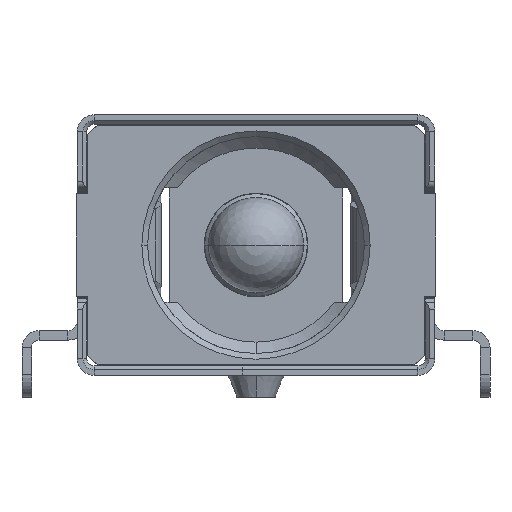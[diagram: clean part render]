
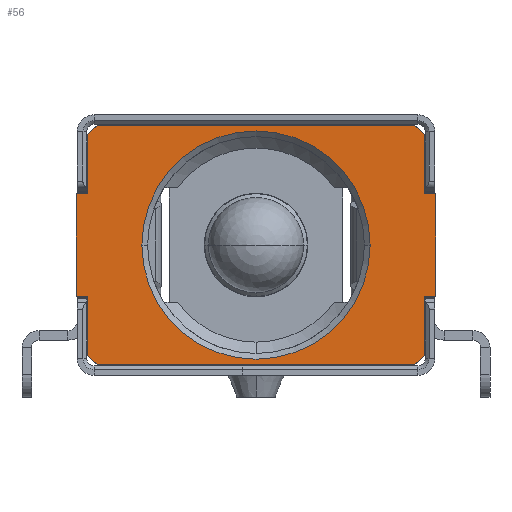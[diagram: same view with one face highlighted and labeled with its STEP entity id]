
A CAD part, front view. The second image highlights one B-rep face of the part: STEP entity #56.
In plain terms, the highlighted planar face has unit normal (0, -1, 0).
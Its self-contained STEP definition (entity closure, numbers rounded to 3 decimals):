
#56 = ADVANCED_FACE ( 'NONE', ( #5678, #4635 ), #19100, .T. ) ;
#231 = VECTOR ( 'NONE', #3324, 1000. ) ;
#239 = VECTOR ( 'NONE', #4711, 1000. ) ;
#944 = DIRECTION ( 'NONE',  ( -0.707, 0., 0.707 ) ) ;
#1004 = VERTEX_POINT ( 'NONE', #28808 ) ;
#1107 = ORIENTED_EDGE ( 'NONE', *, *, #25009, .T. ) ;
#1206 = ORIENTED_EDGE ( 'NONE', *, *, #35722, .T. ) ;
#1279 = CARTESIAN_POINT ( 'NONE',  ( 4.725, -7.909, 8.016 ) ) ;
#1493 = LINE ( 'NONE', #1279, #13448 ) ;
#1592 = CARTESIAN_POINT ( 'NONE',  ( -4.425, -7.909, 9.566 ) ) ;
#1718 = DIRECTION ( 'NONE',  ( 0., 0., 1. ) ) ;
#1731 = VECTOR ( 'NONE', #4986, 1000. ) ;
#1979 = ORIENTED_EDGE ( 'NONE', *, *, #30986, .F. ) ;
#2250 = VERTEX_POINT ( 'NONE', #26158 ) ;
#2682 = DIRECTION ( 'NONE',  ( 1., 0., 0. ) ) ;
#3324 = DIRECTION ( 'NONE',  ( 0.707, 0., 0.707 ) ) ;
#3374 = CARTESIAN_POINT ( 'NONE',  ( 3., -7.909, 6.666 ) ) ;
#3813 = VERTEX_POINT ( 'NONE', #8380 ) ;
#4384 = VERTEX_POINT ( 'NONE', #7184 ) ;
#4495 = CARTESIAN_POINT ( 'NONE',  ( 4.425, -7.909, 8.016 ) ) ;
#4635 = FACE_OUTER_BOUND ( 'NONE', #7947, .T. ) ;
#4711 = DIRECTION ( 'NONE',  ( 0., 0., 1. ) ) ;
#4867 = VECTOR ( 'NONE', #15177, 1000. ) ;
#4986 = DIRECTION ( 'NONE',  ( 0., 0., -1. ) ) ;
#5029 = LINE ( 'NONE', #31912, #9185 ) ;
#5254 = EDGE_LOOP ( 'NONE', ( #34421, #29456 ) ) ;
#5316 = DIRECTION ( 'NONE',  ( 0., -1., 0. ) ) ;
#5678 = FACE_BOUND ( 'NONE', #5254, .T. ) ;
#5689 = LINE ( 'NONE', #8306, #41369 ) ;
#6142 = DIRECTION ( 'NONE',  ( 0., 0., -1. ) ) ;
#6306 = CARTESIAN_POINT ( 'NONE',  ( 4.425, -7.909, 3.766 ) ) ;
#6380 = LINE ( 'NONE', #9239, #30091 ) ;
#6844 = EDGE_CURVE ( 'NONE', #21302, #41552, #12968, .T. ) ;
#7044 = LINE ( 'NONE', #27095, #231 ) ;
#7184 = CARTESIAN_POINT ( 'NONE',  ( 4.725, -7.909, 8.016 ) ) ;
#7860 = EDGE_CURVE ( 'NONE', #22853, #36900, #13369, .T. ) ;
#7947 = EDGE_LOOP ( 'NONE', ( #36969, #28884, #28223, #20056, #31948, #22323, #35455, #1979, #32111, #38078, #1206, #33761, #1107, #25967, #38829, #26230 ) ) ;
#8084 = DIRECTION ( 'NONE',  ( 0., 0., 1. ) ) ;
#8306 = CARTESIAN_POINT ( 'NONE',  ( 4.175, -7.909, 9.816 ) ) ;
#8380 = CARTESIAN_POINT ( 'NONE',  ( -4.425, -7.909, 3.766 ) ) ;
#8667 = CARTESIAN_POINT ( 'NONE',  ( -4.175, -7.909, 3.516 ) ) ;
#8743 = CARTESIAN_POINT ( 'NONE',  ( 0., -7.909, 6.666 ) ) ;
#9185 = VECTOR ( 'NONE', #1718, 1000. ) ;
#9239 = CARTESIAN_POINT ( 'NONE',  ( -4.425, -7.909, 9.566 ) ) ;
#9244 = EDGE_CURVE ( 'NONE', #2250, #34953, #12411, .T. ) ;
#9323 = CARTESIAN_POINT ( 'NONE',  ( -4.425, -7.909, 5.316 ) ) ;
#9513 = VECTOR ( 'NONE', #6142, 1000. ) ;
#10177 = VECTOR ( 'NONE', #944, 1000. ) ;
#10275 = CARTESIAN_POINT ( 'NONE',  ( -4.425, -7.909, 8.016 ) ) ;
#10339 = CARTESIAN_POINT ( 'NONE',  ( 4.425, -7.909, 3.766 ) ) ;
#10495 = VECTOR ( 'NONE', #29444, 1000. ) ;
#10577 = DIRECTION ( 'NONE',  ( 0., -1., 0. ) ) ;
#12009 = LINE ( 'NONE', #25485, #1731 ) ;
#12411 = LINE ( 'NONE', #8667, #27176 ) ;
#12720 = DIRECTION ( 'NONE',  ( -1., 0., 0. ) ) ;
#12936 = EDGE_CURVE ( 'NONE', #4384, #40836, #1493, .T. ) ;
#12968 = LINE ( 'NONE', #42820, #16440 ) ;
#13369 = LINE ( 'NONE', #33663, #9513 ) ;
#13448 = VECTOR ( 'NONE', #38169, 1000. ) ;
#14624 = VERTEX_POINT ( 'NONE', #3374 ) ;
#15094 = AXIS2_PLACEMENT_3D ( 'NONE', #35544, #5316, #19397 ) ;
#15134 = CARTESIAN_POINT ( 'NONE',  ( 4.425, -7.909, 5.316 ) ) ;
#15177 = DIRECTION ( 'NONE',  ( -1., 0., 0. ) ) ;
#15385 = LINE ( 'NONE', #29065, #4867 ) ;
#15426 = CARTESIAN_POINT ( 'NONE',  ( -4.175, -7.909, 9.816 ) ) ;
#15457 = AXIS2_PLACEMENT_3D ( 'NONE', #27979, #10577, #27112 ) ;
#15519 = VERTEX_POINT ( 'NONE', #1592 ) ;
#15853 = DIRECTION ( 'NONE',  ( 1., 0., 0. ) ) ;
#15999 = LINE ( 'NONE', #6306, #10495 ) ;
#16255 = EDGE_CURVE ( 'NONE', #21467, #22853, #30334, .T. ) ;
#16440 = VECTOR ( 'NONE', #15853, 1000. ) ;
#16887 = EDGE_CURVE ( 'NONE', #26071, #39335, #15385, .T. ) ;
#17697 = CARTESIAN_POINT ( 'NONE',  ( -4.175, -7.909, 3.516 ) ) ;
#18103 = EDGE_CURVE ( 'NONE', #14624, #1004, #18993, .T. ) ;
#18993 = CIRCLE ( 'NONE', #15457, 3. ) ;
#19100 = PLANE ( 'NONE',  #41031 ) ;
#19397 = DIRECTION ( 'NONE',  ( -1., 0., 0. ) ) ;
#19761 = VERTEX_POINT ( 'NONE', #10339 ) ;
#19976 = DIRECTION ( 'NONE',  ( 1., 0., 0. ) ) ;
#20056 = ORIENTED_EDGE ( 'NONE', *, *, #24516, .T. ) ;
#20202 = EDGE_CURVE ( 'NONE', #42398, #3813, #12009, .T. ) ;
#20293 = EDGE_CURVE ( 'NONE', #2250, #3813, #28038, .T. ) ;
#20718 = CIRCLE ( 'NONE', #15094, 3. ) ;
#21302 = VERTEX_POINT ( 'NONE', #15134 ) ;
#21467 = VERTEX_POINT ( 'NONE', #28908 ) ;
#21744 = CARTESIAN_POINT ( 'NONE',  ( 4.175, -7.909, 9.816 ) ) ;
#22323 = ORIENTED_EDGE ( 'NONE', *, *, #20293, .F. ) ;
#22345 = DIRECTION ( 'NONE',  ( 1., 0., 0. ) ) ;
#22367 = VECTOR ( 'NONE', #12720, 1000. ) ;
#22853 = VERTEX_POINT ( 'NONE', #35697 ) ;
#23470 = CARTESIAN_POINT ( 'NONE',  ( 4.725, -7.909, 5.316 ) ) ;
#23775 = EDGE_CURVE ( 'NONE', #15519, #39335, #7044, .T. ) ;
#24516 = EDGE_CURVE ( 'NONE', #36900, #42398, #39790, .T. ) ;
#24841 = LINE ( 'NONE', #38367, #36049 ) ;
#25009 = EDGE_CURVE ( 'NONE', #40836, #42649, #24841, .T. ) ;
#25485 = CARTESIAN_POINT ( 'NONE',  ( -4.425, -7.909, 5.316 ) ) ;
#25967 = ORIENTED_EDGE ( 'NONE', *, *, #43658, .F. ) ;
#26071 = VERTEX_POINT ( 'NONE', #21744 ) ;
#26158 = CARTESIAN_POINT ( 'NONE',  ( -4.175, -7.909, 3.516 ) ) ;
#26230 = ORIENTED_EDGE ( 'NONE', *, *, #23775, .F. ) ;
#26745 = LINE ( 'NONE', #23470, #239 ) ;
#27095 = CARTESIAN_POINT ( 'NONE',  ( -4.425, -7.909, 9.566 ) ) ;
#27112 = DIRECTION ( 'NONE',  ( 1., 0., 0. ) ) ;
#27176 = VECTOR ( 'NONE', #22345, 1000. ) ;
#27979 = CARTESIAN_POINT ( 'NONE',  ( 0., -7.909, 6.666 ) ) ;
#28038 = LINE ( 'NONE', #17697, #10177 ) ;
#28223 = ORIENTED_EDGE ( 'NONE', *, *, #7860, .T. ) ;
#28808 = CARTESIAN_POINT ( 'NONE',  ( -3., -7.909, 6.666 ) ) ;
#28884 = ORIENTED_EDGE ( 'NONE', *, *, #16255, .T. ) ;
#28908 = CARTESIAN_POINT ( 'NONE',  ( -4.425, -7.909, 8.016 ) ) ;
#29065 = CARTESIAN_POINT ( 'NONE',  ( 4.175, -7.909, 9.816 ) ) ;
#29444 = DIRECTION ( 'NONE',  ( -0.707, 0., -0.707 ) ) ;
#29456 = ORIENTED_EDGE ( 'NONE', *, *, #36223, .F. ) ;
#29787 = CARTESIAN_POINT ( 'NONE',  ( -4.725, -7.909, 5.316 ) ) ;
#29978 = EDGE_CURVE ( 'NONE', #15519, #21467, #6380, .T. ) ;
#30091 = VECTOR ( 'NONE', #35746, 1000. ) ;
#30334 = LINE ( 'NONE', #10275, #22367 ) ;
#30986 = EDGE_CURVE ( 'NONE', #19761, #34953, #15999, .T. ) ;
#31912 = CARTESIAN_POINT ( 'NONE',  ( 4.425, -7.909, 3.766 ) ) ;
#31948 = ORIENTED_EDGE ( 'NONE', *, *, #20202, .T. ) ;
#32111 = ORIENTED_EDGE ( 'NONE', *, *, #41134, .T. ) ;
#32414 = CARTESIAN_POINT ( 'NONE',  ( 4.425, -7.909, 9.566 ) ) ;
#32868 = CARTESIAN_POINT ( 'NONE',  ( 4.175, -7.909, 3.516 ) ) ;
#33663 = CARTESIAN_POINT ( 'NONE',  ( -4.725, -7.909, 8.016 ) ) ;
#33761 = ORIENTED_EDGE ( 'NONE', *, *, #12936, .T. ) ;
#34421 = ORIENTED_EDGE ( 'NONE', *, *, #18103, .F. ) ;
#34953 = VERTEX_POINT ( 'NONE', #32868 ) ;
#35109 = CARTESIAN_POINT ( 'NONE',  ( -4.725, -7.909, 5.316 ) ) ;
#35455 = ORIENTED_EDGE ( 'NONE', *, *, #9244, .T. ) ;
#35544 = CARTESIAN_POINT ( 'NONE',  ( 0., -7.909, 6.666 ) ) ;
#35697 = CARTESIAN_POINT ( 'NONE',  ( -4.725, -7.909, 8.016 ) ) ;
#35722 = EDGE_CURVE ( 'NONE', #41552, #4384, #26745, .T. ) ;
#35746 = DIRECTION ( 'NONE',  ( 0., 0., -1. ) ) ;
#36049 = VECTOR ( 'NONE', #8084, 1000. ) ;
#36223 = EDGE_CURVE ( 'NONE', #1004, #14624, #20718, .T. ) ;
#36900 = VERTEX_POINT ( 'NONE', #35109 ) ;
#36969 = ORIENTED_EDGE ( 'NONE', *, *, #29978, .T. ) ;
#36973 = DIRECTION ( 'NONE',  ( 0., -1., 0. ) ) ;
#37376 = CARTESIAN_POINT ( 'NONE',  ( 4.725, -7.909, 5.316 ) ) ;
#38078 = ORIENTED_EDGE ( 'NONE', *, *, #6844, .T. ) ;
#38169 = DIRECTION ( 'NONE',  ( -1., 0., 0. ) ) ;
#38367 = CARTESIAN_POINT ( 'NONE',  ( 4.425, -7.909, 8.016 ) ) ;
#38829 = ORIENTED_EDGE ( 'NONE', *, *, #16887, .T. ) ;
#39335 = VERTEX_POINT ( 'NONE', #15426 ) ;
#39790 = LINE ( 'NONE', #29787, #41510 ) ;
#40836 = VERTEX_POINT ( 'NONE', #4495 ) ;
#41031 = AXIS2_PLACEMENT_3D ( 'NONE', #8743, #36973, #19976 ) ;
#41134 = EDGE_CURVE ( 'NONE', #19761, #21302, #5029, .T. ) ;
#41369 = VECTOR ( 'NONE', #42326, 1000. ) ;
#41510 = VECTOR ( 'NONE', #2682, 1000. ) ;
#41552 = VERTEX_POINT ( 'NONE', #37376 ) ;
#42326 = DIRECTION ( 'NONE',  ( 0.707, 0., -0.707 ) ) ;
#42398 = VERTEX_POINT ( 'NONE', #9323 ) ;
#42649 = VERTEX_POINT ( 'NONE', #32414 ) ;
#42820 = CARTESIAN_POINT ( 'NONE',  ( 4.425, -7.909, 5.316 ) ) ;
#43658 = EDGE_CURVE ( 'NONE', #26071, #42649, #5689, .T. ) ;
